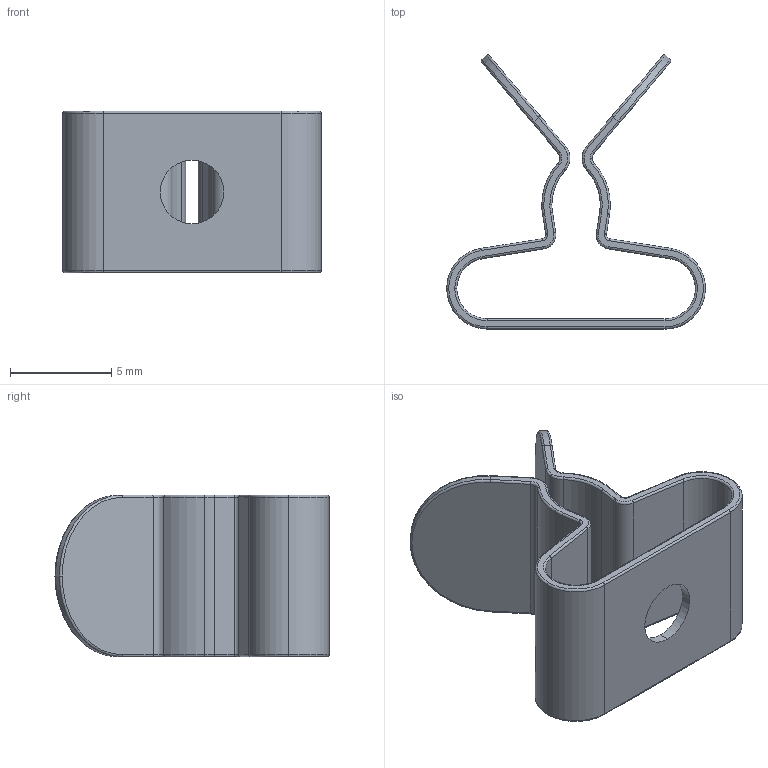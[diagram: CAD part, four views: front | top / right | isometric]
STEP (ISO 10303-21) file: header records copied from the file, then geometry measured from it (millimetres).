
FILE_DESCRIPTION (( 'STEP AP214' ), '1' );
FILE_NAME ('1010-001.STEP', '2023-12-01T08:07:04', ( '' ), ( '' ), 'SwSTEP 2.0', 'SolidWorks 2022', '' );
FILE_SCHEMA (( 'AUTOMOTIVE_DESIGN' ));
Length unit declared in the file: millimetre
Products named in the file (1): 1010-001
Bounding box: 12.79 x 13.56 x 8 mm (x, y, z)
Volume: 179.2 mm3; surface area: 766.7 mm2
Topology: 1 solids, 1 shells, 127 faces, 295 edges, 170 vertices
Faces by surface type: cylinder 57, torus 54, plane 16
Entity records: 3663 total; most frequent: DIRECTION 747, CARTESIAN_POINT 593, ORIENTED_EDGE 590, AXIS2_PLACEMENT_3D 324, EDGE_CURVE 295, CIRCLE 196, VERTEX_POINT 170, EDGE_LOOP 129
